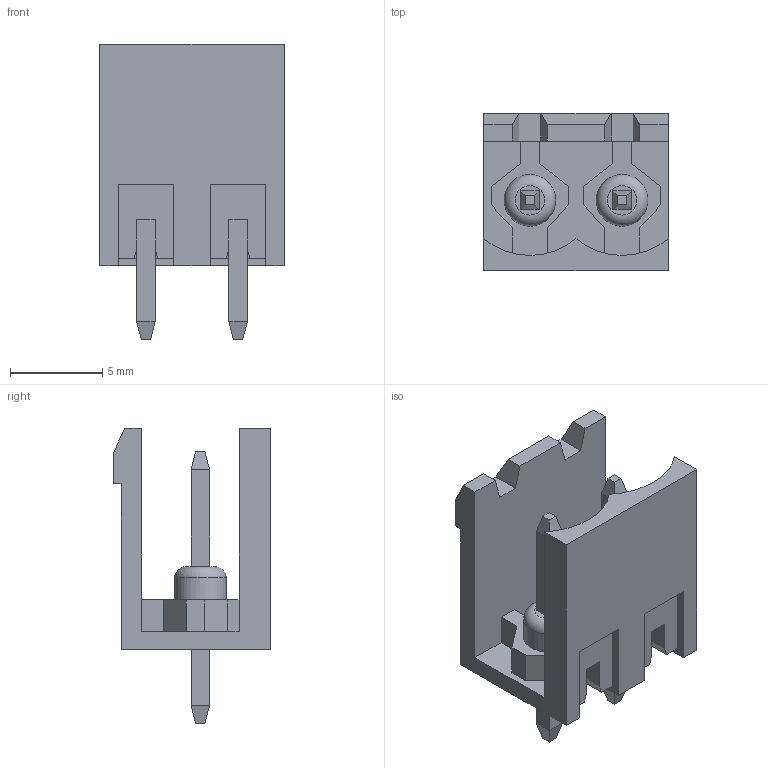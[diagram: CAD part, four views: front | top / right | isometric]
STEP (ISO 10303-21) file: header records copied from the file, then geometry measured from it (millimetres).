
FILE_DESCRIPTION( ( 'Unknown' ), '1' );
FILE_NAME( '691311700002.stp', 'Unknown', ( 'Unknown' ), ( 'Unknown' ), 'PSStep 14.0', 'Unknown', ' ' );
FILE_SCHEMA( ( 'AUTOMOTIVE_DESIGN { 1 0 10303 214 1 1 1 1 }' ) );
Length unit declared in the file: millimetre
Products named in the file (3): Assem1; 691311700102; 6913117000xx_PIN
Assembly tree (3 placements, depth 2):
  Assem1
    691311700102
    6913117000xx_PIN  x2
Bounding box: 10 x 8.5 x 16 mm (x, y, z)
Volume: 371.9 mm3; surface area: 952.1 mm2
Topology: 3 solids, 3 shells, 108 faces, 286 edges, 184 vertices
Faces by surface type: plane 102, cylinder 4, torus 2
Full cylindrical faces by diameter (mm): 2.8 x2
Entity records: 3704 total; most frequent: CARTESIAN_POINT 516, ORIENTED_EDGE 504, DIRECTION 462, EDGE_CURVE 252, LINE 238, VECTOR 238, VERTEX_POINT 166, AXIS2_PLACEMENT_3D 112
